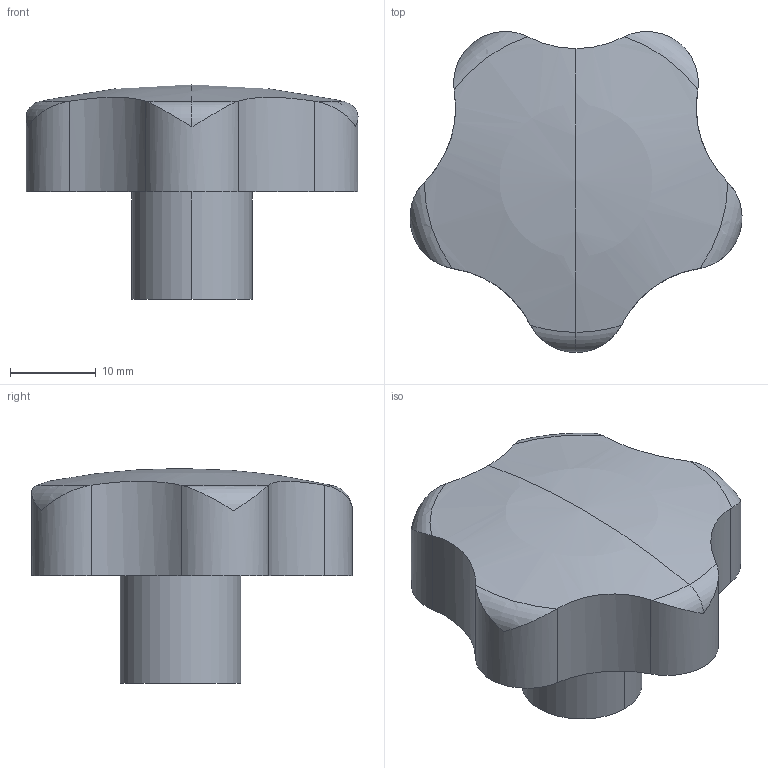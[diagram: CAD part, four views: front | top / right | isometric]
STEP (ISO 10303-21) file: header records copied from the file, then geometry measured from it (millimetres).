
FILE_DESCRIPTION(('STEP AP214'),'1');
FILE_NAME(' ',' ',('TraceParts'),('TraceParts S.A.'),'XStep 1.0',' ',' ');
FILE_SCHEMA(('automotive_design'));
Length unit declared in the file: millimetre
Products named in the file (1): 1
Bounding box: 38.62 x 37.33 x 25 mm (x, y, z)
Volume: 7155.5 mm3; surface area: 5376.4 mm2
Topology: 1 solids, 1 shells, 37 faces, 103 edges, 67 vertices
Faces by surface type: cylinder 24, torus 6, plane 3, cone 2, sphere 2
Entity records: 2468 total; most frequent: CARTESIAN_POINT 390, STYLED_ITEM 204, PRESENTATION_STYLE_ASSIGNMENT 204, COLOUR_RGB 204, ORIENTED_EDGE 198, DIRECTION 196, EDGE_CURVE 99, CURVE_STYLE 99
